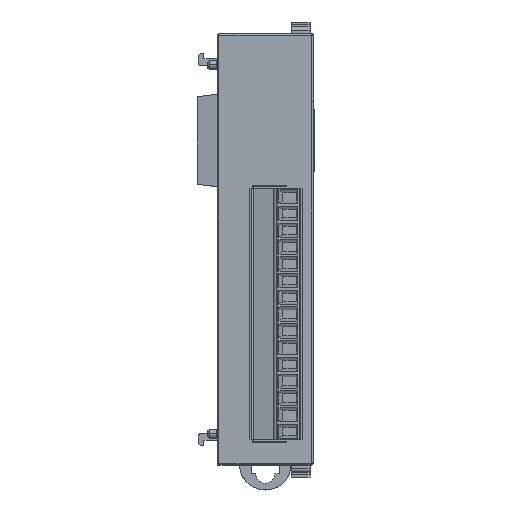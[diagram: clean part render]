
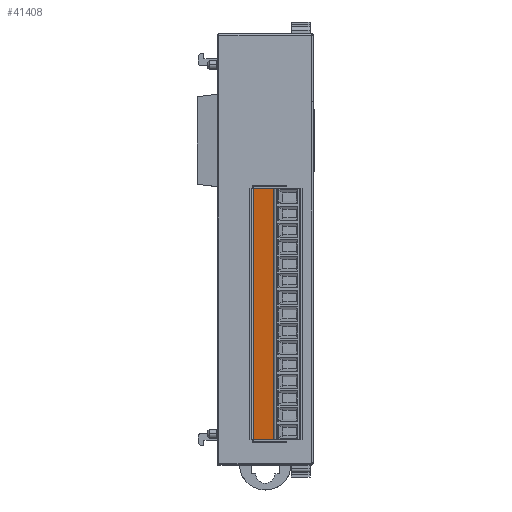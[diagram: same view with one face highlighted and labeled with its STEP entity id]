
A CAD part, top view. The second image highlights one B-rep face of the part: STEP entity #41408.
In plain terms, the highlighted planar face has unit normal (-0.208, 0, 0.978).
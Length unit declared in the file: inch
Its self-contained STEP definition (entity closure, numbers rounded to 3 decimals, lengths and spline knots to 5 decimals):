
#3684 = CARTESIAN_POINT ( 'NONE',  ( 0.07007, 0.74297, 2.69685 ) ) ;
#13037 = VECTOR ( 'NONE', #88560, 39.37008 ) ;
#17065 = AXIS2_PLACEMENT_3D ( 'NONE', #54419, #46808, #84567 ) ;
#18893 = VERTEX_POINT ( 'NONE', #61689 ) ;
#33433 = FACE_OUTER_BOUND ( 'NONE', #86293, .T. ) ;
#38804 = CARTESIAN_POINT ( 'NONE',  ( -0.09725, 1.70754, 2.66128 ) ) ;
#39263 = LINE ( 'NONE', #38804, #78929 ) ;
#41408 = ADVANCED_FACE ( 'NONE', ( #33433 ), #62547, .T. ) ;
#41478 = VECTOR ( 'NONE', #82938, 39.37008 ) ;
#41646 = EDGE_CURVE ( 'NONE', #18893, #43454, #89155, .T. ) ;
#42688 = CARTESIAN_POINT ( 'NONE',  ( 0.07007, 0.74297, 2.69685 ) ) ;
#43454 = VERTEX_POINT ( 'NONE', #93272 ) ;
#44047 = ORIENTED_EDGE ( 'NONE', *, *, #93538, .T. ) ;
#45542 = EDGE_CURVE ( 'NONE', #60530, #47951, #52213, .T. ) ;
#46808 = DIRECTION ( 'NONE',  ( -0.208, 0., 0.978 ) ) ;
#47951 = VERTEX_POINT ( 'NONE', #81824 ) ;
#52213 = LINE ( 'NONE', #42688, #13037 ) ;
#53268 = CARTESIAN_POINT ( 'NONE',  ( -0.09725, -1.32396, 2.66128 ) ) ;
#53347 = DIRECTION ( 'NONE',  ( 0., 1., 0. ) ) ;
#54419 = CARTESIAN_POINT ( 'NONE',  ( 0.07007, 1.70754, 2.69685 ) ) ;
#54885 = EDGE_CURVE ( 'NONE', #43454, #60530, #89704, .T. ) ;
#60530 = VERTEX_POINT ( 'NONE', #3684 ) ;
#61234 = ORIENTED_EDGE ( 'NONE', *, *, #45542, .T. ) ;
#61689 = CARTESIAN_POINT ( 'NONE',  ( -0.09725, -1.32396, 2.66128 ) ) ;
#62547 = PLANE ( 'NONE',  #17065 ) ;
#64757 = ORIENTED_EDGE ( 'NONE', *, *, #41646, .T. ) ;
#67961 = DIRECTION ( 'NONE',  ( 0., -1., 0. ) ) ;
#74915 = CARTESIAN_POINT ( 'NONE',  ( 0.07007, 1.70754, 2.69685 ) ) ;
#76602 = VECTOR ( 'NONE', #53347, 39.37008 ) ;
#78929 = VECTOR ( 'NONE', #67961, 39.37008 ) ;
#81824 = CARTESIAN_POINT ( 'NONE',  ( -0.09725, 0.74297, 2.66128 ) ) ;
#82938 = DIRECTION ( 'NONE',  ( 0.978, 0., 0.208 ) ) ;
#84567 = DIRECTION ( 'NONE',  ( -0.978, 0., -0.208 ) ) ;
#84728 = ORIENTED_EDGE ( 'NONE', *, *, #54885, .T. ) ;
#86293 = EDGE_LOOP ( 'NONE', ( #64757, #84728, #61234, #44047 ) ) ;
#88560 = DIRECTION ( 'NONE',  ( -0.978, 0., -0.208 ) ) ;
#89155 = LINE ( 'NONE', #53268, #41478 ) ;
#89704 = LINE ( 'NONE', #74915, #76602 ) ;
#93272 = CARTESIAN_POINT ( 'NONE',  ( 0.07007, -1.32396, 2.69685 ) ) ;
#93538 = EDGE_CURVE ( 'NONE', #47951, #18893, #39263, .T. ) ;
